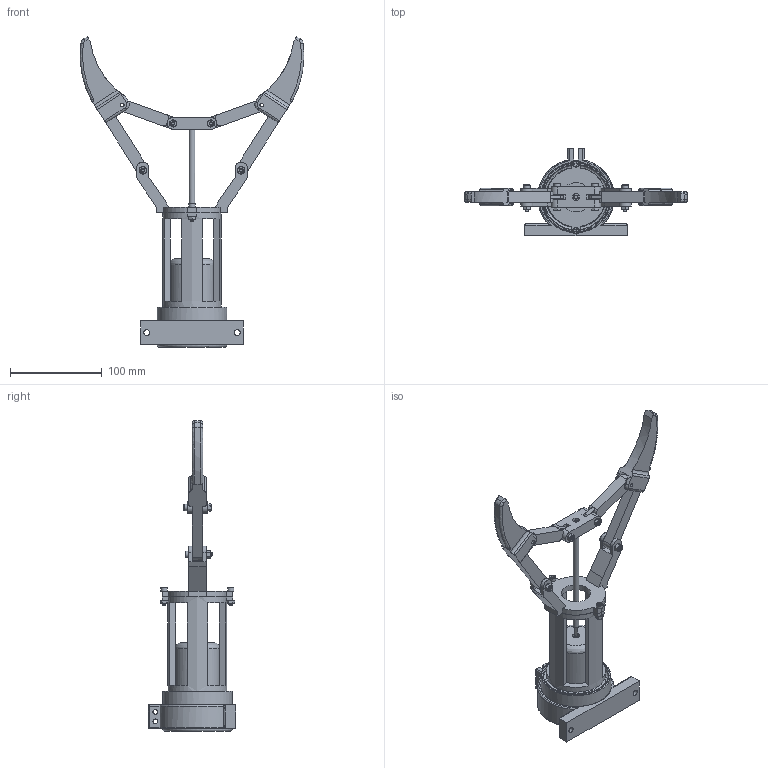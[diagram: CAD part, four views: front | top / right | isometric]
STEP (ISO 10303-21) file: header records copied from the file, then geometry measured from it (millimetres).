
FILE_DESCRIPTION(('FreeCAD Model'),'2;1');
FILE_NAME('Open CASCADE Shape Model','2025-05-03T11:06:17',('FreeCAD'),( 'FreeCAD'),'Open CASCADE STEP processor 7.6','FreeCAD','Unknown');
FILE_SCHEMA(('AUTOMOTIVE_DESIGN { 1 0 10303 214 1 1 1 1 }'));
Length unit declared in the file: millimetre
Products named in the file (1): Open CASCADE STEP translator 7.6 1
Bounding box: 243.76 x 95.4 x 338.64 mm (x, y, z)
Volume: 555705.7 mm3; surface area: 135647.4 mm2
Topology: 23 solids, 23 shells, 550 faces, 1337 edges, 840 vertices
Faces by surface type: bspline 550
Entity records: 17163 total; most frequent: CARTESIAN_POINT 9513, ORIENTED_EDGE 2654, EDGE_CURVE 1327, VERTEX_POINT 840, FACE_BOUND 651, EDGE_LOOP 651, B_SPLINE_CURVE_WITH_KNOTS 648, ADVANCED_FACE 550
